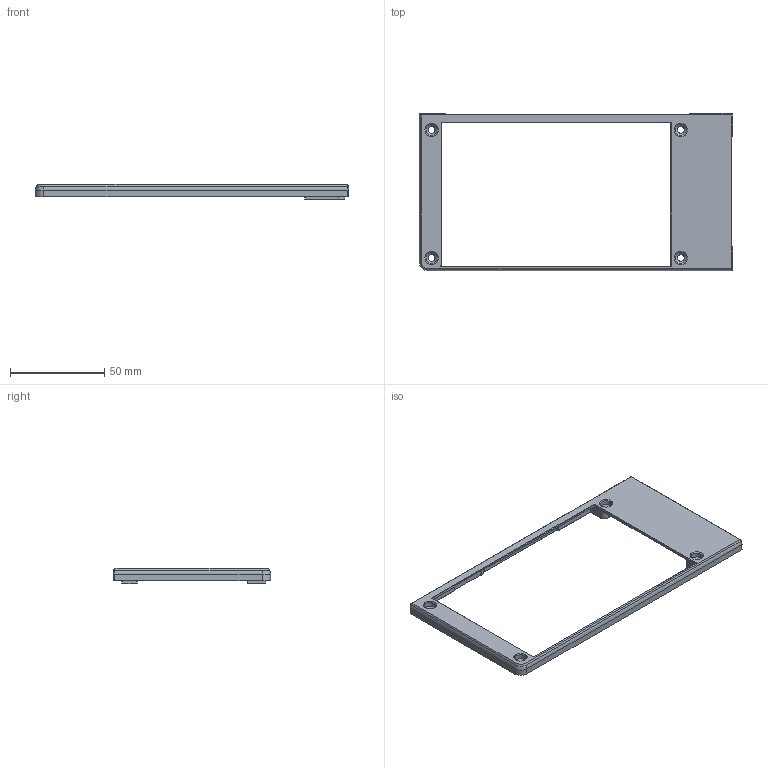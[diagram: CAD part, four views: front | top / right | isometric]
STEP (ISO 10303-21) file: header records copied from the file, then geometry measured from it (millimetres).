
FILE_DESCRIPTION (( 'STEP AP214' ), '1' );
FILE_NAME ('5inch揖類そ碟-奻 - V2.STEP', '2025-12-06T03:31:21', ( '' ), ( '' ), 'SwSTEP 2.0', 'SolidWorks 2021', '' );
FILE_SCHEMA (( 'AUTOMOTIVE_DESIGN' ));
Length unit declared in the file: millimetre
Products named in the file (1): 5inch揖類そ碟-奻 - V2
Bounding box: 166 x 83.3 x 8 mm (x, y, z)
Volume: 18241.5 mm3; surface area: 15182.3 mm2
Topology: 1 solids, 1 shells, 234 faces, 597 edges, 358 vertices
Faces by surface type: cylinder 86, plane 84, cone 39, torus 19, bspline 5, sphere 1
Entity records: 7248 total; most frequent: CARTESIAN_POINT 1637, DIRECTION 1182, ORIENTED_EDGE 1180, EDGE_CURVE 590, AXIS2_PLACEMENT_3D 423, VERTEX_POINT 358, LINE 336, VECTOR 336
